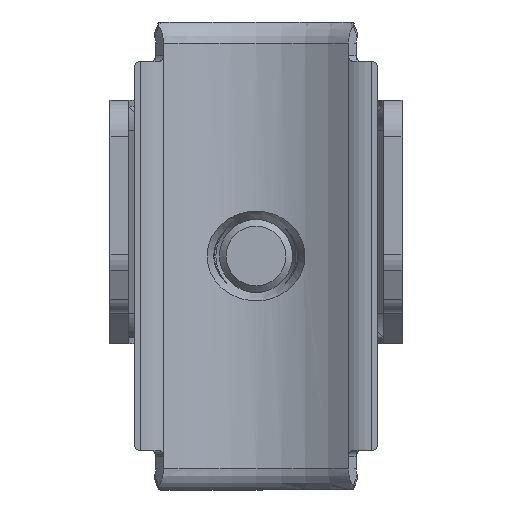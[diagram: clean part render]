
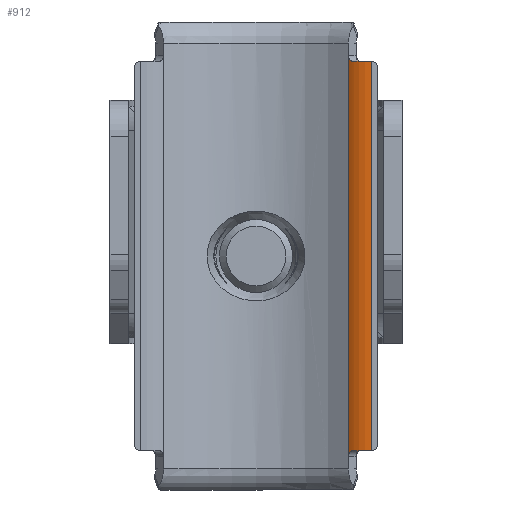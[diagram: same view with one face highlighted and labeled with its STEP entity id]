
A CAD part, front view. The second image highlights one B-rep face of the part: STEP entity #912.
In plain terms, the highlighted cylindrical face has radius 3 mm (diameter 6 mm), a partial arc.
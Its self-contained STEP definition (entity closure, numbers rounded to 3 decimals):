
#912 = ADVANCED_FACE ( 'NONE', ( #2049 ), #2933, .T. ) ;
#1050 = AXIS2_PLACEMENT_3D ( 'NONE', #2558, #2559, #2560 ) ;
#1051 = AXIS2_PLACEMENT_3D ( 'NONE', #2566, #2567, #2568 ) ;
#1317 = DIRECTION ( 'NONE',  ( -1., 0., 0. ) ) ;
#1324 = DIRECTION ( 'NONE',  ( 0., 0., -1. ) ) ;
#1325 = CARTESIAN_POINT ( 'NONE',  ( 9.5, 1.392, 17.5 ) ) ;
#1459 = EDGE_LOOP ( 'NONE', ( #1692, #1693, #1694, #1695, #1696, #1697 ) ) ;
#1692 = ORIENTED_EDGE ( 'NONE', *, *, #4270, .F. ) ;
#1693 = ORIENTED_EDGE ( 'NONE', *, *, #4266, .T. ) ;
#1694 = ORIENTED_EDGE ( 'NONE', *, *, #4272, .T. ) ;
#1695 = ORIENTED_EDGE ( 'NONE', *, *, #4277, .T. ) ;
#1696 = ORIENTED_EDGE ( 'NONE', *, *, #4280, .F. ) ;
#1697 = ORIENTED_EDGE ( 'NONE', *, *, #4281, .T. ) ;
#1919 = VERTEX_POINT ( 'NONE', #5466 ) ;
#1920 = VERTEX_POINT ( 'NONE', #5470 ) ;
#1921 = VERTEX_POINT ( 'NONE', #5478 ) ;
#1923 = VERTEX_POINT ( 'NONE', #5479 ) ;
#1924 = VERTEX_POINT ( 'NONE', #5474 ) ;
#2049 = FACE_OUTER_BOUND ( 'NONE', #1459, .T. ) ;
#2087 = VERTEX_POINT ( 'NONE', #5545 ) ;
#2545 = CARTESIAN_POINT ( 'NONE',  ( 9.5, 4.392, 17.5 ) ) ;
#2546 = DIRECTION ( 'NONE',  ( 0., 0., -1. ) ) ;
#2558 = CARTESIAN_POINT ( 'NONE',  ( 9.5, 1.392, 16. ) ) ;
#2559 = DIRECTION ( 'NONE',  ( 0., 0., 1. ) ) ;
#2560 = DIRECTION ( 'NONE',  ( 1., 0., 0. ) ) ;
#2566 = CARTESIAN_POINT ( 'NONE',  ( 9.5, 1.392, -16. ) ) ;
#2567 = DIRECTION ( 'NONE',  ( 0., 0., 1. ) ) ;
#2568 = DIRECTION ( 'NONE',  ( 1., 0., 0. ) ) ;
#2569 = CARTESIAN_POINT ( 'NONE',  ( 7.899, 3.932, -16. ) ) ;
#2574 = CARTESIAN_POINT ( 'NONE',  ( 8.014, 3.998, -16. ) ) ;
#2578 = CARTESIAN_POINT ( 'NONE',  ( 7.791, 3.859, -16.053 ) ) ;
#2579 = CARTESIAN_POINT ( 'NONE',  ( 7.642, 3.749, -16.238 ) ) ;
#2580 = CARTESIAN_POINT ( 'NONE',  ( 7.6, 3.713, -16.368 ) ) ;
#2581 = CARTESIAN_POINT ( 'NONE',  ( 7.6, 3.713, -16.5 ) ) ;
#2584 = CARTESIAN_POINT ( 'NONE',  ( 7.6, 3.713, 16.368 ) ) ;
#2585 = CARTESIAN_POINT ( 'NONE',  ( 7.6, 3.713, 16.5 ) ) ;
#2588 = CARTESIAN_POINT ( 'NONE',  ( 7.6, 3.713, 17.5 ) ) ;
#2589 = DIRECTION ( 'NONE',  ( 0., 0., -1. ) ) ;
#2590 = CARTESIAN_POINT ( 'NONE',  ( 7.642, 3.749, 16.238 ) ) ;
#2591 = CARTESIAN_POINT ( 'NONE',  ( 7.791, 3.859, 16.054 ) ) ;
#2592 = CARTESIAN_POINT ( 'NONE',  ( 7.898, 3.932, 16. ) ) ;
#2593 = CARTESIAN_POINT ( 'NONE',  ( 8.014, 3.998, 16. ) ) ;
#2933 = CYLINDRICAL_SURFACE ( 'NONE', #4858, 3. ) ;
#3301 = LINE ( 'NONE', #2545, #3304 ) ;
#3304 = VECTOR ( 'NONE', #2546, 1000. ) ;
#3308 = CIRCLE ( 'NONE', #1050, 3. ) ;
#3309 = CIRCLE ( 'NONE', #1051, 3. ) ;
#3320 = VECTOR ( 'NONE', #2589, 1000. ) ;
#3390 = LINE ( 'NONE', #2588, #3320 ) ;
#4067 = B_SPLINE_CURVE_WITH_KNOTS ( 'NONE', 3,
 ( #2585, #2584, #2590, #2591, #2592, #2593 ),
 .UNSPECIFIED., .F., .F.,
 ( 4, 2, 4 ),
 ( 0., 0., 0.001 ),
 .UNSPECIFIED. ) ;
#4072 = B_SPLINE_CURVE_WITH_KNOTS ( 'NONE', 3,
 ( #2574, #2569, #2578, #2579, #2580, #2581 ),
 .UNSPECIFIED., .F., .F.,
 ( 4, 2, 4 ),
 ( 0., 0., 0.001 ),
 .UNSPECIFIED. ) ;
#4266 = EDGE_CURVE ( 'NONE', #1923, #2087, #3301, .T. ) ;
#4270 = EDGE_CURVE ( 'NONE', #1923, #1920, #3308, .T. ) ;
#4272 = EDGE_CURVE ( 'NONE', #2087, #1924, #3309, .T. ) ;
#4277 = EDGE_CURVE ( 'NONE', #1924, #1919, #4072, .T. ) ;
#4280 = EDGE_CURVE ( 'NONE', #1921, #1919, #3390, .T. ) ;
#4281 = EDGE_CURVE ( 'NONE', #1921, #1920, #4067, .T. ) ;
#4858 = AXIS2_PLACEMENT_3D ( 'NONE', #1325, #1324, #1317 ) ;
#5466 = CARTESIAN_POINT ( 'NONE',  ( 7.6, 3.713, -16.5 ) ) ;
#5470 = CARTESIAN_POINT ( 'NONE',  ( 8.014, 3.998, 16. ) ) ;
#5474 = CARTESIAN_POINT ( 'NONE',  ( 8.014, 3.998, -16. ) ) ;
#5478 = CARTESIAN_POINT ( 'NONE',  ( 7.6, 3.713, 16.5 ) ) ;
#5479 = CARTESIAN_POINT ( 'NONE',  ( 9.5, 4.392, 16. ) ) ;
#5545 = CARTESIAN_POINT ( 'NONE',  ( 9.5, 4.392, -16. ) ) ;
